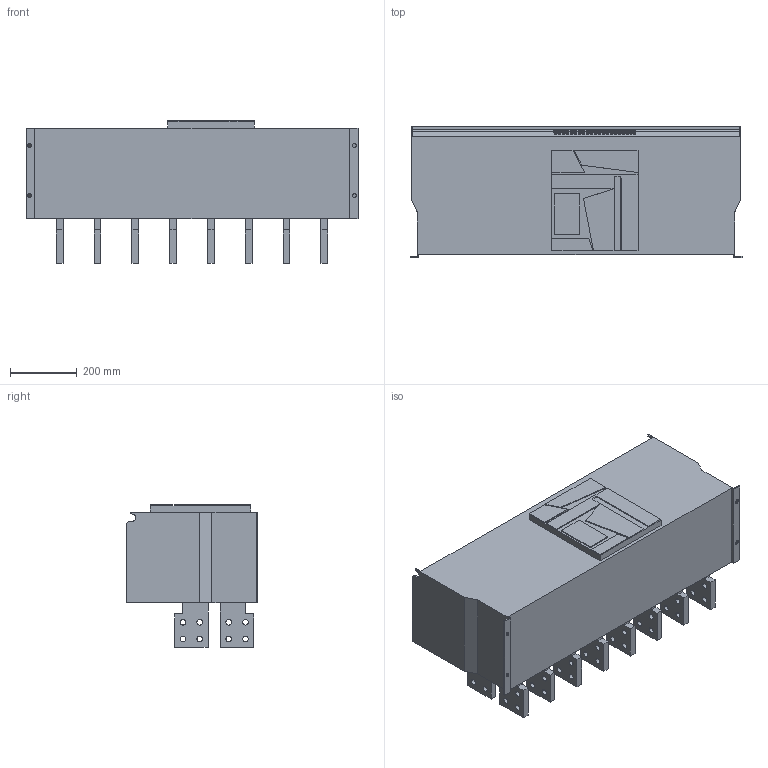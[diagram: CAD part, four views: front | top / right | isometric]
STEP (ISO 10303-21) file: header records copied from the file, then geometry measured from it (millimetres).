
FILE_DESCRIPTION (( 'STEP AP203' ), '1' );
FILE_NAME ('4FH-5000 V.STEP', '2022-12-15T14:04:08', ( '' ), ( '' ), 'SwSTEP 2.0', 'SolidWorks 2022', '' );
FILE_SCHEMA (( 'CONFIG_CONTROL_DESIGN' ));
Length unit declared in the file: millimetre
Products named in the file (1): 4FH-5000 V
Bounding box: 993 x 394 x 427 mm (x, y, z)
Volume: 104172690.8 mm3; surface area: 2091094.1 mm2
Topology: 1 solids, 1 shells, 828 faces, 2030 edges, 1347 vertices
Faces by surface type: plane 564, cylinder 264
Entity records: 24695 total; most frequent: CARTESIAN_POINT 4218, DIRECTION 4208, ORIENTED_EDGE 4060, EDGE_CURVE 2030, VECTOR 1502, LINE 1502, AXIS2_PLACEMENT_3D 1353, VERTEX_POINT 1347
